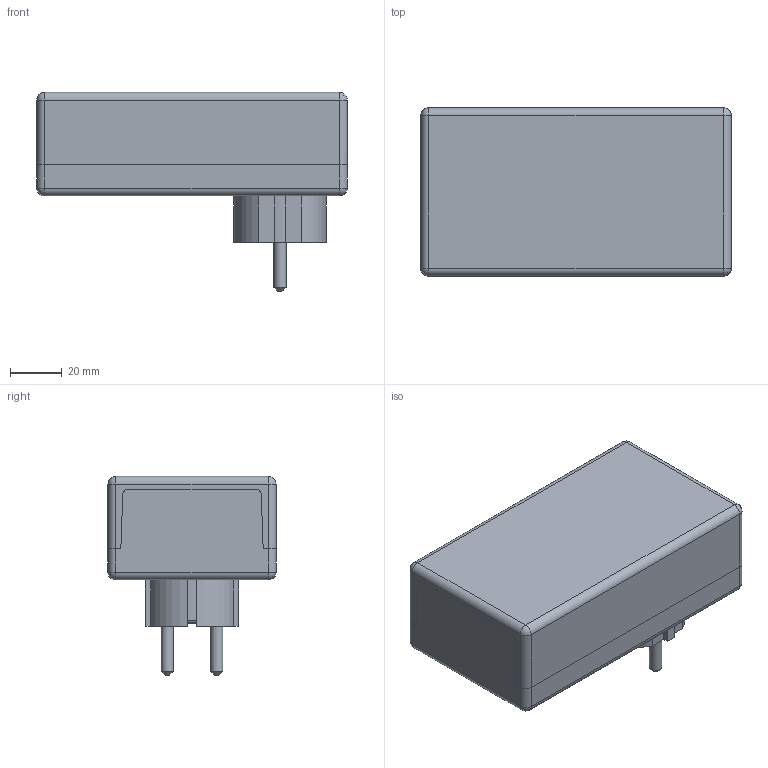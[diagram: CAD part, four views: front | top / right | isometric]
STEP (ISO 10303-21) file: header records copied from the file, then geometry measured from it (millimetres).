
FILE_DESCRIPTION((''),'2;1');
FILE_NAME('0601101700-MBPO_126540 ST.stp','2016-01-22T10:58:09',('robin.rentz'),(''),'Autodesk Inventor 2012','Autodesk Inventor 2012','');
FILE_SCHEMA(('AUTOMOTIVE_DESIGN { 1 2 10303 214 0 1 1 1 }'));
Length unit declared in the file: millimetre
Products named in the file (3): 0601101700-MBPO_126540 ST; 0601101302-UT_126540 ST; 0501100621-OT_126540
Assembly tree (2 placements, depth 2):
  0601101700-MBPO_126540 ST
    0601101302-UT_126540 ST
    0501100621-OT_126540
Bounding box: 120 x 65 x 77 mm (x, y, z)
Volume: 91825.6 mm3; surface area: 70767.7 mm2
Topology: 2 solids, 2 shells, 342 faces, 762 edges, 470 vertices
Faces by surface type: plane 202, cylinder 98, cone 34, sphere 8
Full cylindrical faces by diameter (mm): 2.5 x6, 2.7 x4, 3 x2, 4.2 x4, 4.5 x4, 4.75 x2, 5 x4, 5.5 x6, 6 x4, 8 x4, 8.5 x2, 8.8 x4
Entity records: 9187 total; most frequent: DIRECTION 1632, CARTESIAN_POINT 1521, ORIENTED_EDGE 1416, EDGE_CURVE 708, AXIS2_PLACEMENT_3D 577, VECTOR 478, LINE 478, VERTEX_POINT 466
